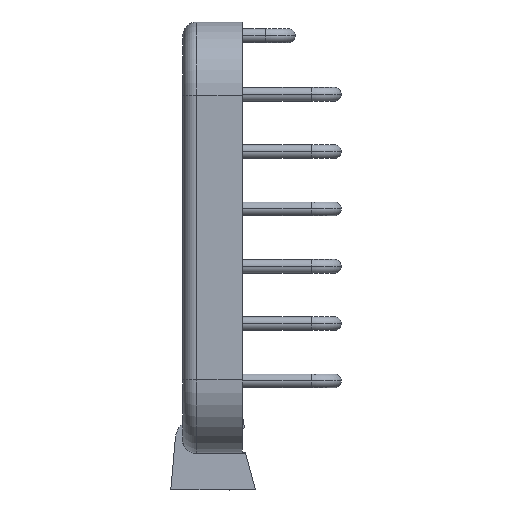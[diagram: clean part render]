
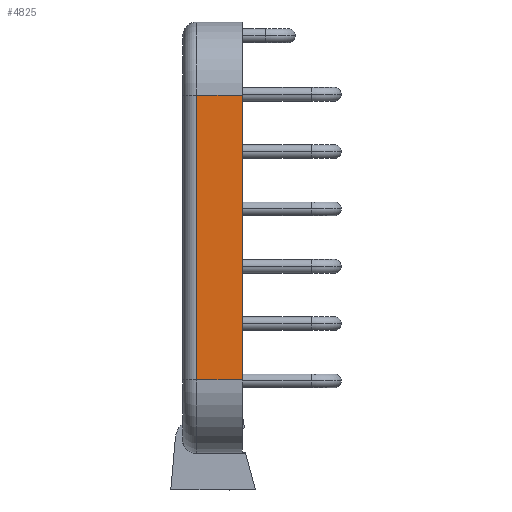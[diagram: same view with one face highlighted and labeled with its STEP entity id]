
A CAD part, left-side view. The second image highlights one B-rep face of the part: STEP entity #4825.
In plain terms, the highlighted planar face has unit normal (-1, 0, 0).
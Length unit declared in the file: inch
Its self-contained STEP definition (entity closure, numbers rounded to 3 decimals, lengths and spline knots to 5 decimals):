
#2620=DIRECTION('',(0.,0.,1.));
#2621=VECTOR('',#2620,2.441);
#2622=CARTESIAN_POINT('',(-2.5985,0.,-1.2205));
#2623=LINE('',#2622,#2621);
#2866=DIRECTION('',(0.,-1.,0.));
#2867=VECTOR('',#2866,0.394);
#2868=CARTESIAN_POINT('',(-2.5985,0.394,1.2205));
#2869=LINE('',#2868,#2867);
#2888=DIRECTION('',(0.,-1.,0.));
#2889=VECTOR('',#2888,0.394);
#2890=CARTESIAN_POINT('',(-2.5985,0.394,-1.2205));
#2891=LINE('',#2890,#2889);
#2895=DIRECTION('',(0.,0.,1.));
#2896=VECTOR('',#2895,2.441);
#2897=CARTESIAN_POINT('',(-2.5985,0.394,-1.2205));
#2898=LINE('',#2897,#2896);
#4445=CARTESIAN_POINT('',(-2.5985,0.394,-1.2205));
#4446=VERTEX_POINT('',#4445);
#4447=CARTESIAN_POINT('',(-2.5985,0.,-1.2205));
#4448=VERTEX_POINT('',#4447);
#4453=CARTESIAN_POINT('',(-2.5985,0.394,1.2205));
#4454=VERTEX_POINT('',#4453);
#4455=CARTESIAN_POINT('',(-2.5985,0.,1.2205));
#4456=VERTEX_POINT('',#4455);
#4812=CARTESIAN_POINT('',(-2.5985,0.394,-1.2205));
#4813=DIRECTION('',(-1.,0.,0.));
#4814=DIRECTION('',(0.,-1.,0.));
#4815=AXIS2_PLACEMENT_3D('',#4812,#4813,#4814);
#4816=PLANE('',#4815);
#4818=ORIENTED_EDGE('',*,*,#4817,.F.);
#4820=ORIENTED_EDGE('',*,*,#4819,.T.);
#4821=ORIENTED_EDGE('',*,*,#4803,.T.);
#4822=ORIENTED_EDGE('',*,*,#4674,.F.);
#4823=EDGE_LOOP('',(#4818,#4820,#4821,#4822));
#4824=FACE_OUTER_BOUND('',#4823,.F.);
#4674=EDGE_CURVE('',#4448,#4456,#2623,.T.);
#4803=EDGE_CURVE('',#4454,#4456,#2869,.T.);
#4817=EDGE_CURVE('',#4446,#4448,#2891,.T.);
#4819=EDGE_CURVE('',#4446,#4454,#2898,.T.);
#4825=ADVANCED_FACE('',(#4824),#4816,.T.);
